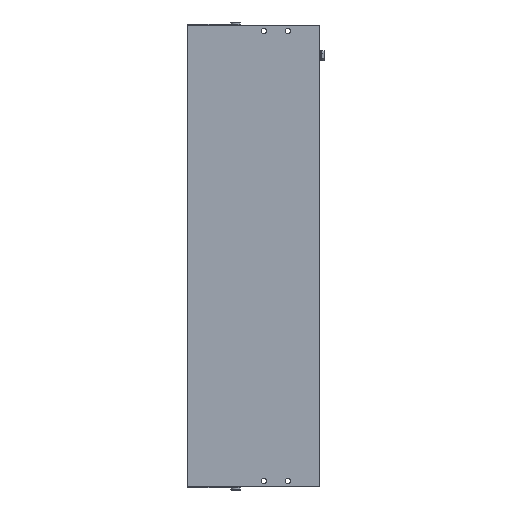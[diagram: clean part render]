
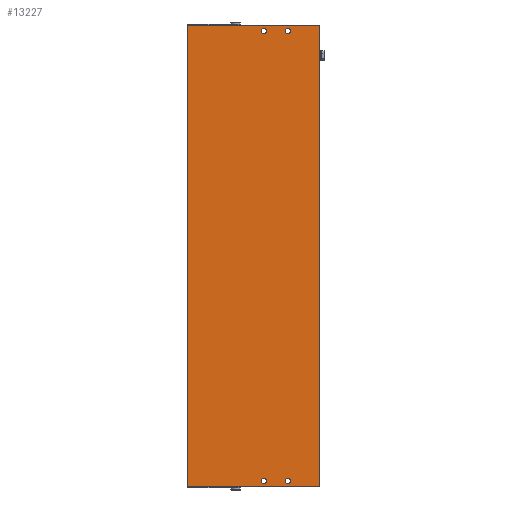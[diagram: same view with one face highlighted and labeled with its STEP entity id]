
A CAD part, front view. The second image highlights one B-rep face of the part: STEP entity #13227.
In plain terms, the highlighted planar face has unit normal (0, -1, 0).
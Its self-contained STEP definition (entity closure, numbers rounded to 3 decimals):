
#891=LINE('',#21682,#1522);
#905=LINE('',#21758,#1536);
#906=LINE('',#21768,#1537);
#907=LINE('',#21770,#1538);
#1522=VECTOR('',#17128,1000.);
#1536=VECTOR('',#17172,1000.);
#1537=VECTOR('',#17183,1000.);
#1538=VECTOR('',#17184,1000.);
#2483=ORIENTED_EDGE('',*,*,#5702,.T.);
#2484=ORIENTED_EDGE('',*,*,#5703,.T.);
#2485=ORIENTED_EDGE('',*,*,#5704,.T.);
#2486=ORIENTED_EDGE('',*,*,#5705,.T.);
#2487=ORIENTED_EDGE('',*,*,#5706,.T.);
#2488=ORIENTED_EDGE('',*,*,#5707,.F.);
#2489=ORIENTED_EDGE('',*,*,#5675,.F.);
#2490=ORIENTED_EDGE('',*,*,#5701,.T.);
#5675=EDGE_CURVE('',#7288,#7275,#891,.T.);
#5701=EDGE_CURVE('',#7288,#7309,#905,.T.);
#5702=EDGE_CURVE('',#7310,#7310,#8514,.T.);
#5703=EDGE_CURVE('',#7311,#7311,#8515,.T.);
#5704=EDGE_CURVE('',#7312,#7312,#8516,.T.);
#5705=EDGE_CURVE('',#7313,#7313,#8517,.T.);
#5706=EDGE_CURVE('',#7309,#7314,#906,.T.);
#5707=EDGE_CURVE('',#7275,#7314,#907,.T.);
#7275=VERTEX_POINT('',#21655);
#7288=VERTEX_POINT('',#21681);
#7309=VERTEX_POINT('',#21757);
#7310=VERTEX_POINT('',#21761);
#7311=VERTEX_POINT('',#21763);
#7312=VERTEX_POINT('',#21765);
#7313=VERTEX_POINT('',#21767);
#7314=VERTEX_POINT('',#21769);
#8514=CIRCLE('',#14811,2.25);
#8515=CIRCLE('',#14812,2.25);
#8516=CIRCLE('',#14813,2.25);
#8517=CIRCLE('',#14814,2.25);
#9408=EDGE_LOOP('',(#2483));
#9409=EDGE_LOOP('',(#2484));
#9410=EDGE_LOOP('',(#2485));
#9411=EDGE_LOOP('',(#2486));
#9412=EDGE_LOOP('',(#2487,#2488,#2489,#2490));
#11235=FACE_BOUND('',#9408,.T.);
#11236=FACE_BOUND('',#9409,.T.);
#11237=FACE_BOUND('',#9410,.T.);
#11238=FACE_BOUND('',#9411,.T.);
#11239=FACE_BOUND('',#9412,.T.);
#12824=PLANE('',#14810);
#13227=ADVANCED_FACE('',(#11235,#11236,#11237,#11238,#11239),#12824,.F.);
#14810=AXIS2_PLACEMENT_3D('',#21759,#17173,#17174);
#14811=AXIS2_PLACEMENT_3D('',#21760,#17175,#17176);
#14812=AXIS2_PLACEMENT_3D('',#21762,#17177,#17178);
#14813=AXIS2_PLACEMENT_3D('',#21764,#17179,#17180);
#14814=AXIS2_PLACEMENT_3D('',#21766,#17181,#17182);
#17128=DIRECTION('',(1.,0.,0.));
#17172=DIRECTION('',(0.,0.,-1.));
#17173=DIRECTION('',(0.,1.,0.));
#17174=DIRECTION('',(0.,0.,1.));
#17175=DIRECTION('',(0.,1.,0.));
#17176=DIRECTION('',(0.,0.,1.));
#17177=DIRECTION('',(0.,1.,0.));
#17178=DIRECTION('',(0.,0.,1.));
#17179=DIRECTION('',(0.,1.,0.));
#17180=DIRECTION('',(0.,0.,1.));
#17181=DIRECTION('',(0.,1.,0.));
#17182=DIRECTION('',(0.,0.,1.));
#17183=DIRECTION('',(1.,0.,0.));
#17184=DIRECTION('',(0.,0.,-1.));
#21655=CARTESIAN_POINT('',(110.,-33.8,384.));
#21681=CARTESIAN_POINT('',(0.,-33.8,384.));
#21682=CARTESIAN_POINT('',(0.,-33.8,384.));
#21757=CARTESIAN_POINT('',(0.,-33.8,0.));
#21758=CARTESIAN_POINT('',(0.,-33.8,384.));
#21759=CARTESIAN_POINT('',(0.,-33.8,384.));
#21760=CARTESIAN_POINT('',(46.5,-33.8,5.));
#21761=CARTESIAN_POINT('',(46.5,-33.8,7.25));
#21762=CARTESIAN_POINT('',(26.5,-33.8,379.));
#21763=CARTESIAN_POINT('',(26.5,-33.8,381.25));
#21764=CARTESIAN_POINT('',(46.5,-33.8,379.));
#21765=CARTESIAN_POINT('',(46.5,-33.8,381.25));
#21766=CARTESIAN_POINT('',(26.5,-33.8,5.));
#21767=CARTESIAN_POINT('',(26.5,-33.8,7.25));
#21768=CARTESIAN_POINT('',(0.,-33.8,0.));
#21769=CARTESIAN_POINT('',(110.,-33.8,0.));
#21770=CARTESIAN_POINT('',(110.,-33.8,384.));
